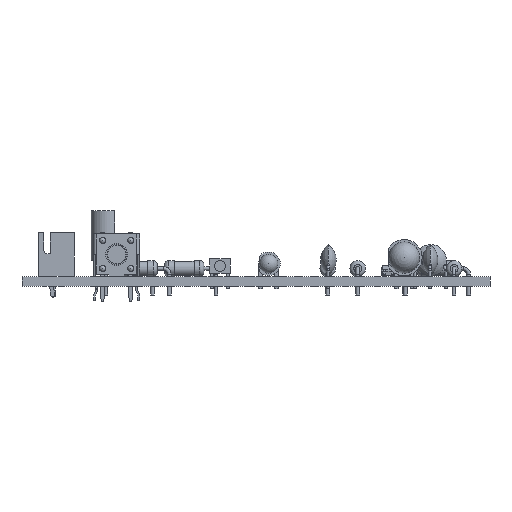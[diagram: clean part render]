
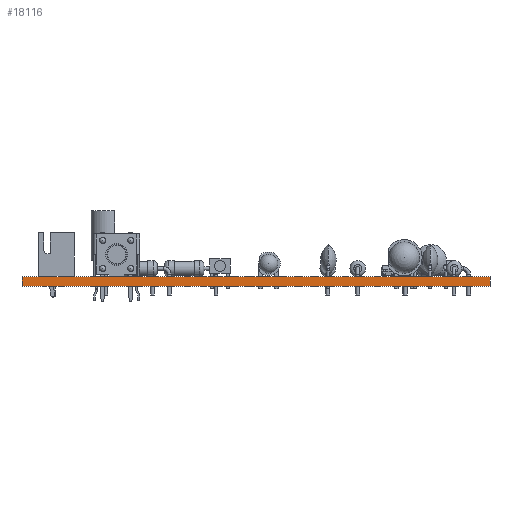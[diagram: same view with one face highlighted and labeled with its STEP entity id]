
A CAD part, front view. The second image highlights one B-rep face of the part: STEP entity #18116.
In plain terms, the highlighted planar face has unit normal (0, -1, 0).
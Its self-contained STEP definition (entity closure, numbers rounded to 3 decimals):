
#18116 = ADVANCED_FACE('',(#18117),#18151,.T.);
#18117 = FACE_BOUND('',#18118,.T.);
#18118 = EDGE_LOOP('',(#18119,#18129,#18137,#18145));
#18119 = ORIENTED_EDGE('',*,*,#18120,.T.);
#18120 = EDGE_CURVE('',#18121,#18123,#18125,.T.);
#18121 = VERTEX_POINT('',#18122);
#18122 = CARTESIAN_POINT('',(90.,-75.,0.));
#18123 = VERTEX_POINT('',#18124);
#18124 = CARTESIAN_POINT('',(90.,-75.,1.51));
#18125 = LINE('',#18126,#18127);
#18126 = CARTESIAN_POINT('',(90.,-75.,0.));
#18127 = VECTOR('',#18128,1.);
#18128 = DIRECTION('',(0.,0.,1.));
#18129 = ORIENTED_EDGE('',*,*,#18130,.T.);
#18130 = EDGE_CURVE('',#18123,#18131,#18133,.T.);
#18131 = VERTEX_POINT('',#18132);
#18132 = CARTESIAN_POINT('',(15.,-75.,1.51));
#18133 = LINE('',#18134,#18135);
#18134 = CARTESIAN_POINT('',(90.,-75.,1.51));
#18135 = VECTOR('',#18136,1.);
#18136 = DIRECTION('',(-1.,0.,0.));
#18137 = ORIENTED_EDGE('',*,*,#18138,.F.);
#18138 = EDGE_CURVE('',#18139,#18131,#18141,.T.);
#18139 = VERTEX_POINT('',#18140);
#18140 = CARTESIAN_POINT('',(15.,-75.,0.));
#18141 = LINE('',#18142,#18143);
#18142 = CARTESIAN_POINT('',(15.,-75.,0.));
#18143 = VECTOR('',#18144,1.);
#18144 = DIRECTION('',(0.,0.,1.));
#18145 = ORIENTED_EDGE('',*,*,#18146,.F.);
#18146 = EDGE_CURVE('',#18121,#18139,#18147,.T.);
#18147 = LINE('',#18148,#18149);
#18148 = CARTESIAN_POINT('',(90.,-75.,0.));
#18149 = VECTOR('',#18150,1.);
#18150 = DIRECTION('',(-1.,0.,0.));
#18151 = PLANE('',#18152);
#18152 = AXIS2_PLACEMENT_3D('',#18153,#18154,#18155);
#18153 = CARTESIAN_POINT('',(90.,-75.,0.));
#18154 = DIRECTION('',(0.,-1.,0.));
#18155 = DIRECTION('',(-1.,0.,0.));
